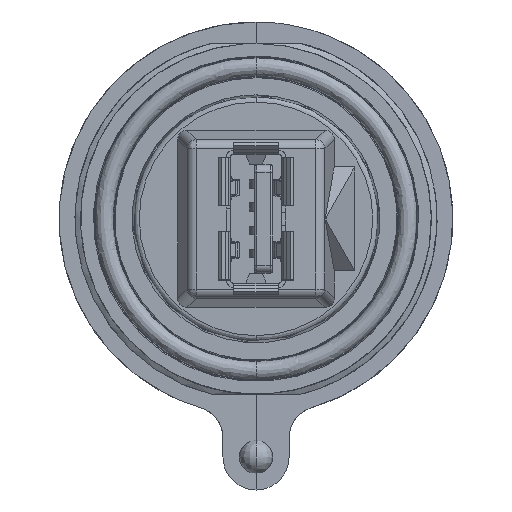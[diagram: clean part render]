
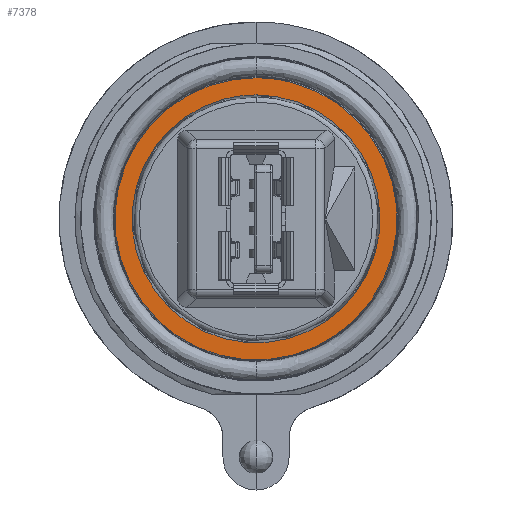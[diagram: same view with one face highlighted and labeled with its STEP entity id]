
A CAD part, left-side view. The second image highlights one B-rep face of the part: STEP entity #7378.
In plain terms, the highlighted planar face has unit normal (-1, 0, 0).
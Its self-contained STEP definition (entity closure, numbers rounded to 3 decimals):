
#7378=ADVANCED_FACE('',(#13442,#13443),#13444,.F.);
#13442=FACE_OUTER_BOUND('',#23056,.T.);
#13443=FACE_BOUND('',#23057,.T.);
#13444=PLANE('',#23058);
#23056=EDGE_LOOP('',(#31069,#31070,#31071));
#23057=EDGE_LOOP('',(#31072,#31073,#31074));
#23058=AXIS2_PLACEMENT_3D('',#31075,#31076,#31077);
#31069=ORIENTED_EDGE('',*,*,#38819,.F.);
#31070=ORIENTED_EDGE('',*,*,#38818,.F.);
#31071=ORIENTED_EDGE('',*,*,#39970,.F.);
#31072=ORIENTED_EDGE('',*,*,#38815,.F.);
#31073=ORIENTED_EDGE('',*,*,#38814,.F.);
#31074=ORIENTED_EDGE('',*,*,#39971,.F.);
#31075=CARTESIAN_POINT('',(0.0,14.145,0.));
#31076=DIRECTION('',(1.0,0.0,0.0));
#31077=DIRECTION('',(0.0,1.0,0.0));
#38814=EDGE_CURVE('',#43483,#43485,#43486,.T.);
#38815=EDGE_CURVE('',#43485,#43487,#43488,.T.);
#38818=EDGE_CURVE('',#43490,#43493,#43494,.T.);
#38819=EDGE_CURVE('',#43493,#43495,#43496,.T.);
#39970=EDGE_CURVE('',#43495,#43490,#45438,.T.);
#39971=EDGE_CURVE('',#43487,#43483,#45439,.T.);
#43483=VERTEX_POINT('',#47424);
#43485=VERTEX_POINT('',#47427);
#43486=CIRCLE('',#47428,11.941);
#43487=VERTEX_POINT('',#47429);
#43488=CIRCLE('',#47430,11.941);
#43490=VERTEX_POINT('',#47433);
#43493=VERTEX_POINT('',#47437);
#43494=CIRCLE('',#47438,13.593);
#43495=VERTEX_POINT('',#47439);
#43496=CIRCLE('',#47440,13.593);
#45438=CIRCLE('',#60417,13.593);
#45439=CIRCLE('',#60418,11.941);
#47424=CARTESIAN_POINT('',(0.0,-3.115,-11.527));
#47427=CARTESIAN_POINT('',(0.0,0.0,11.941));
#47428=AXIS2_PLACEMENT_3D('',#62896,#62897,#62898);
#47429=CARTESIAN_POINT('',(0.0,3.115,11.527));
#47430=AXIS2_PLACEMENT_3D('',#62899,#62900,#62901);
#47433=CARTESIAN_POINT('',(0.0,3.546,-13.123));
#47437=CARTESIAN_POINT('',(0.0,0.0,13.593));
#47438=AXIS2_PLACEMENT_3D('',#62904,#62905,#62906);
#47439=CARTESIAN_POINT('',(0.0,-3.546,13.123));
#47440=AXIS2_PLACEMENT_3D('',#62907,#62908,#62909);
#60417=AXIS2_PLACEMENT_3D('',#64347,#64348,#64349);
#60418=AXIS2_PLACEMENT_3D('',#64350,#64351,#64352);
#62896=CARTESIAN_POINT('',(0.0,0.0,0.0));
#62897=DIRECTION('',(-1.0,0.0,0.0));
#62898=DIRECTION('',(0.0,0.0,-1.0));
#62899=CARTESIAN_POINT('',(0.0,0.0,0.0));
#62900=DIRECTION('',(-1.0,0.0,0.0));
#62901=DIRECTION('',(0.0,0.0,-1.0));
#62904=CARTESIAN_POINT('',(0.0,0.0,0.0));
#62905=DIRECTION('',(1.0,0.0,0.0));
#62906=DIRECTION('',(0.0,0.0,-1.0));
#62907=CARTESIAN_POINT('',(0.0,0.0,0.0));
#62908=DIRECTION('',(1.0,0.0,0.0));
#62909=DIRECTION('',(0.0,0.0,-1.0));
#64347=CARTESIAN_POINT('',(0.0,0.0,0.0));
#64348=DIRECTION('',(1.0,0.0,0.0));
#64349=DIRECTION('',(0.0,0.0,-1.0));
#64350=CARTESIAN_POINT('',(0.0,0.0,0.0));
#64351=DIRECTION('',(-1.0,0.0,0.0));
#64352=DIRECTION('',(0.0,0.0,-1.0));
